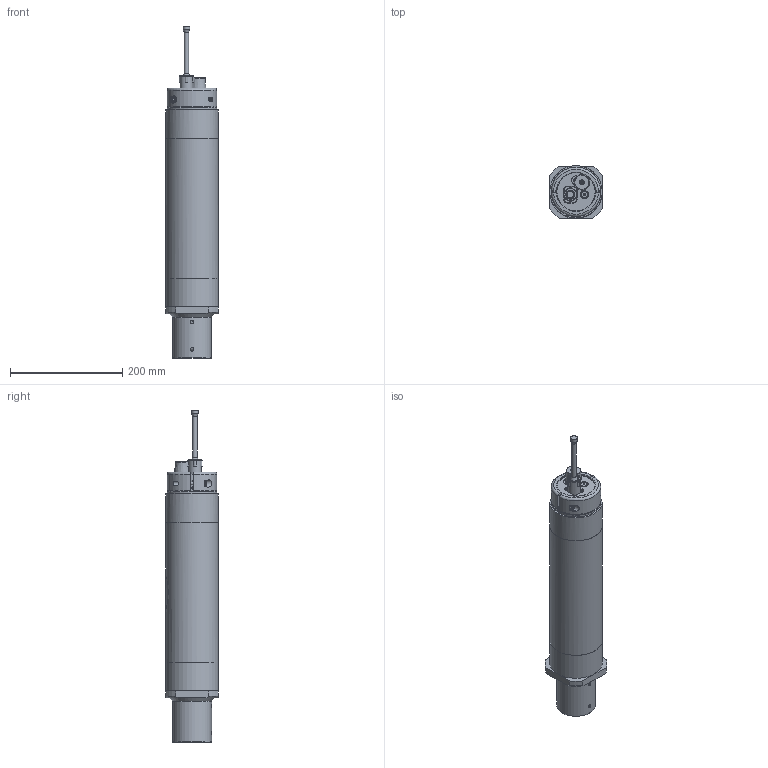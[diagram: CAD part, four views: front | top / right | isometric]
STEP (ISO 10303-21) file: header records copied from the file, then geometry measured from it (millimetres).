
FILE_DESCRIPTION(/* description */ (''),/* implementation_level */ '2;1');
FILE_NAME(/* name */ '8220-000-3111 - MF OMNI.stp',/* time_stamp */ '2015-07-08T13:43:21+01:00',/* author */ ('ctd'),/* organization */ (''),/* preprocessor_version */ 'ST-DEVELOPER v15.6',/* originating_system */ 'Autodesk Inventor 2015',/* authorisation */ '');
FILE_SCHEMA (('AUTOMOTIVE_DESIGN { 1 0 10303 214 3 1 1 }'));
Length unit declared in the file: millimetre
Products named in the file (2): 8220-001-3111 - MF OMNI; 8220-000-3111 - MF OMNI -MASTER-
Assembly tree (1 placements, depth 2):
  8220-000-3111 - MF OMNI -MASTER-
    8220-001-3111 - MF OMNI
Bounding box: 93.3 x 93.54 x 591.49 mm (x, y, z)
Surface area: 237076.4 mm2 (no closed solid volume)
Topology: 0 solids, 1 shells, 440 faces, 1085 edges, 704 vertices
Faces by surface type: plane 179, cylinder 152, torus 60, cone 44, bspline 5
Full cylindrical faces by diameter (mm): 1 x1, 2 x1, 3.242 x1, 3.3 x1, 4.134 x2, 4.917 x1, 5 x2, 5.2 x4, 5.5 x4, 6 x1, 6.35 x3, 6.4 x1, 7.359 x2, 8 x1, 8.382 x1, 8.4 x4, 8.5 x2, 8.55 x4, 8.566 x2, 8.89 x1, 9 x1, 11.2 x1, 11.445 x8, 12 x2, 12.6 x1, 12.649 x1, 12.75 x1, 14.8 x1, 15.5 x1, 15.56 x1
Entity records: 14984 total; most frequent: CARTESIAN_POINT 5222, DIRECTION 1920, ORIENTED_EDGE 1694, EDGE_CURVE 845, AXIS2_PLACEMENT_3D 821, EDGE_LOOP 667, VERTEX_POINT 620, FACE_OUTER_BOUND 431
